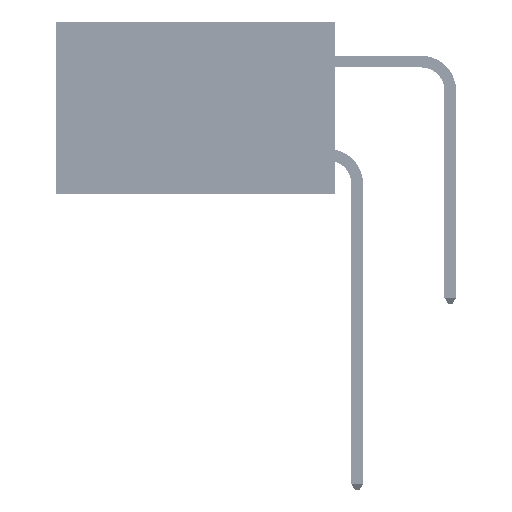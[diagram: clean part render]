
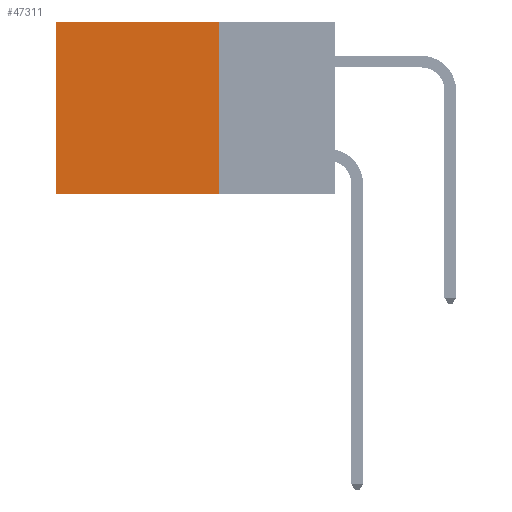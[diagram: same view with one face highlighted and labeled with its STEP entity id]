
A CAD part, left-side view. The second image highlights one B-rep face of the part: STEP entity #47311.
In plain terms, the highlighted planar face has unit normal (-1, 0, 0).
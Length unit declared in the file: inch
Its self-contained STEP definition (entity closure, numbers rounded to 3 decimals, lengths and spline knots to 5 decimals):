
#1535 = VERTEX_POINT ( 'NONE', #34079 ) ;
#1952 = VERTEX_POINT ( 'NONE', #43494 ) ;
#5421 = DIRECTION ( 'NONE',  ( 0., 0., -1. ) ) ;
#5552 = CARTESIAN_POINT ( 'NONE',  ( 0.2875, 0.25, 0. ) ) ;
#10812 = CARTESIAN_POINT ( 'NONE',  ( 0.2875, 0.25, 0. ) ) ;
#14799 = DIRECTION ( 'NONE',  ( 1., 0., 0. ) ) ;
#14812 = EDGE_CURVE ( 'NONE', #30897, #1535, #35034, .T. ) ;
#14817 = AXIS2_PLACEMENT_3D ( 'NONE', #10812, #14799, #44858 ) ;
#16839 = ORIENTED_EDGE ( 'NONE', *, *, #32403, .F. ) ;
#17676 = DIRECTION ( 'NONE',  ( 0., 1., 0. ) ) ;
#18247 = VERTEX_POINT ( 'NONE', #23000 ) ;
#18543 = VECTOR ( 'NONE', #5421, 39.37008 ) ;
#18883 = ORIENTED_EDGE ( 'NONE', *, *, #21789, .F. ) ;
#21789 = EDGE_CURVE ( 'NONE', #18247, #1952, #25870, .T. ) ;
#23000 = CARTESIAN_POINT ( 'NONE',  ( 0.2875, 0.25, 0. ) ) ;
#24556 = DIRECTION ( 'NONE',  ( 0., 1., 0. ) ) ;
#25870 = LINE ( 'NONE', #32935, #42944 ) ;
#26200 = LINE ( 'NONE', #5552, #45105 ) ;
#28077 = EDGE_CURVE ( 'NONE', #18247, #30897, #26200, .T. ) ;
#28180 = EDGE_LOOP ( 'NONE', ( #42391, #16839, #18883, #30026 ) ) ;
#28645 = CARTESIAN_POINT ( 'NONE',  ( 0.2875, 0.6, 0. ) ) ;
#29665 = PLANE ( 'NONE',  #14817 ) ;
#30026 = ORIENTED_EDGE ( 'NONE', *, *, #28077, .T. ) ;
#30468 = VECTOR ( 'NONE', #17676, 39.37008 ) ;
#30852 = FACE_OUTER_BOUND ( 'NONE', #28180, .T. ) ;
#30897 = VERTEX_POINT ( 'NONE', #34572 ) ;
#32403 = EDGE_CURVE ( 'NONE', #1952, #1535, #46416, .T. ) ;
#32935 = CARTESIAN_POINT ( 'NONE',  ( 0.2875, 0.25, 0. ) ) ;
#33148 = CARTESIAN_POINT ( 'NONE',  ( 0.2875, 0.25, -0.37 ) ) ;
#34079 = CARTESIAN_POINT ( 'NONE',  ( 0.2875, 0.6, -0.37 ) ) ;
#34572 = CARTESIAN_POINT ( 'NONE',  ( 0.2875, 0.6, 0. ) ) ;
#35034 = LINE ( 'NONE', #28645, #18543 ) ;
#42391 = ORIENTED_EDGE ( 'NONE', *, *, #14812, .T. ) ;
#42944 = VECTOR ( 'NONE', #48097, 39.37008 ) ;
#43494 = CARTESIAN_POINT ( 'NONE',  ( 0.2875, 0.25, -0.37 ) ) ;
#44858 = DIRECTION ( 'NONE',  ( 0., 0., -1. ) ) ;
#45105 = VECTOR ( 'NONE', #24556, 39.37008 ) ;
#46416 = LINE ( 'NONE', #33148, #30468 ) ;
#47311 = ADVANCED_FACE ( 'NONE', ( #30852 ), #29665, .F. ) ;
#48097 = DIRECTION ( 'NONE',  ( 0., 0., -1. ) ) ;
